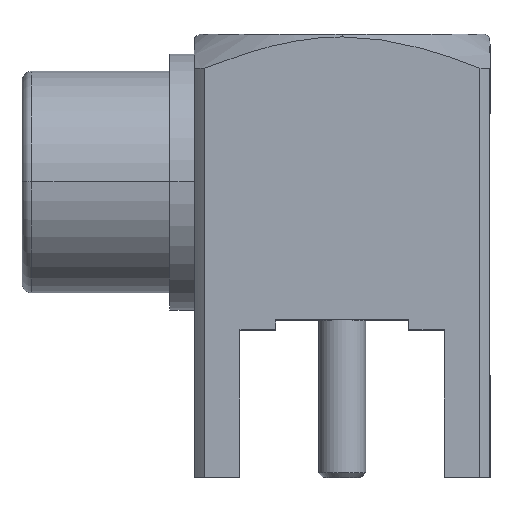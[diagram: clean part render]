
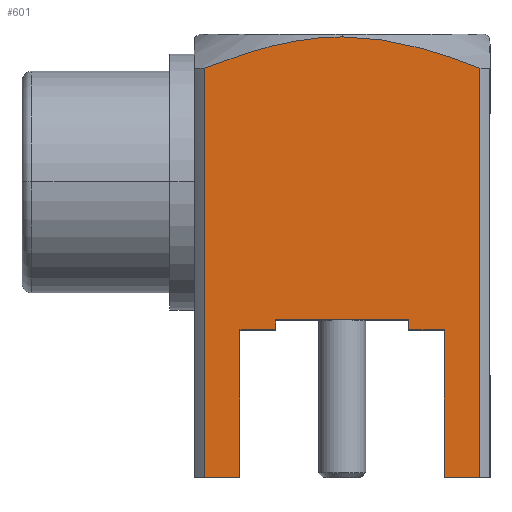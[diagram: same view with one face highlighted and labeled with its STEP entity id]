
A CAD part, top view. The second image highlights one B-rep face of the part: STEP entity #601.
In plain terms, the highlighted planar face has unit normal (0, 0, 1).
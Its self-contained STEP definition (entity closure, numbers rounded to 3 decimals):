
#18 = ORIENTED_EDGE ( 'NONE', *, *, #1193, .T. ) ;
#37 = CARTESIAN_POINT ( 'NONE',  ( 7.85, 11.485, 3. ) ) ;
#40 = CARTESIAN_POINT ( 'NONE',  ( 5.15, -3., 3. ) ) ;
#73 = DIRECTION ( 'NONE',  ( 1., 0., 0. ) ) ;
#77 = VECTOR ( 'NONE', #956, 1000. ) ;
#118 = ORIENTED_EDGE ( 'NONE', *, *, #2318, .T. ) ;
#198 = LINE ( 'NONE', #1570, #1712 ) ;
#209 = LINE ( 'NONE', #40, #1724 ) ;
#222 = CARTESIAN_POINT ( 'NONE',  ( 8.575, 5.333, 3. ) ) ;
#241 = EDGE_CURVE ( 'NONE', #3697, #2696, #1465, .T. ) ;
#270 = VERTEX_POINT ( 'NONE', #3304 ) ;
#288 = EDGE_CURVE ( 'NONE', #3588, #1674, #1139, .T. ) ;
#327 = CARTESIAN_POINT ( 'NONE',  ( 9.295, 2.307, 3. ) ) ;
#371 = EDGE_CURVE ( 'NONE', #2475, #270, #3891, .T. ) ;
#442 = CARTESIAN_POINT ( 'NONE',  ( 2.4, -6., 3. ) ) ;
#515 = CARTESIAN_POINT ( 'NONE',  ( 7.85, -3., 3. ) ) ;
#550 = CARTESIAN_POINT ( 'NONE',  ( 5.15, -2.8, 3. ) ) ;
#601 = ADVANCED_FACE ( 'NONE', ( #3582 ), #2257, .T. ) ;
#755 = VERTEX_POINT ( 'NONE', #1646 ) ;
#769 = VECTOR ( 'NONE', #1276, 1000. ) ;
#933 = CARTESIAN_POINT ( 'NONE',  ( 8.39, 2.641, 3. ) ) ;
#956 = DIRECTION ( 'NONE',  ( 0., -1., 0. ) ) ;
#971 = B_SPLINE_CURVE_WITH_KNOTS ( 'NONE', 3,
 ( #3307, #2643, #3332, #2135, #2730, #3346 ),
 .UNSPECIFIED., .F., .F.,
 ( 4, 2, 4 ),
 ( 0.006, 0.008, 0.009 ),
 .UNSPECIFIED. ) ;
#1042 = VERTEX_POINT ( 'NONE', #1226 ) ;
#1130 = ORIENTED_EDGE ( 'NONE', *, *, #3518, .T. ) ;
#1139 = LINE ( 'NONE', #222, #3455 ) ;
#1145 = ORIENTED_EDGE ( 'NONE', *, *, #288, .T. ) ;
#1150 = VERTEX_POINT ( 'NONE', #550 ) ;
#1193 = EDGE_CURVE ( 'NONE', #2799, #1042, #971, .T. ) ;
#1194 = VERTEX_POINT ( 'NONE', #3907 ) ;
#1226 = CARTESIAN_POINT ( 'NONE',  ( 3.705, 2.307, 3. ) ) ;
#1228 = CARTESIAN_POINT ( 'NONE',  ( 7.459, 2.861, 3. ) ) ;
#1276 = DIRECTION ( 'NONE',  ( 0., -1., 0. ) ) ;
#1306 = DIRECTION ( 'NONE',  ( 1., 0., 0. ) ) ;
#1325 = AXIS2_PLACEMENT_3D ( 'NONE', #1436, #3555, #3253 ) ;
#1344 = DIRECTION ( 'NONE',  ( 1., 0., 0. ) ) ;
#1436 = CARTESIAN_POINT ( 'NONE',  ( 3.5, -6., 3. ) ) ;
#1465 = LINE ( 'NONE', #2127, #3272 ) ;
#1514 = CARTESIAN_POINT ( 'NONE',  ( 8.847, 2.483, 3. ) ) ;
#1531 = CARTESIAN_POINT ( 'NONE',  ( 6.74, 2.942, 3. ) ) ;
#1543 = CARTESIAN_POINT ( 'NONE',  ( 8.575, -3., 3. ) ) ;
#1570 = CARTESIAN_POINT ( 'NONE',  ( 5.15, -2.8, 3. ) ) ;
#1630 = ORIENTED_EDGE ( 'NONE', *, *, #371, .F. ) ;
#1645 = CARTESIAN_POINT ( 'NONE',  ( 9.295, -6., 3. ) ) ;
#1646 = CARTESIAN_POINT ( 'NONE',  ( 3.705, -6., 3. ) ) ;
#1665 = EDGE_CURVE ( 'NONE', #1674, #3697, #2330, .T. ) ;
#1674 = VERTEX_POINT ( 'NONE', #2610 ) ;
#1712 = VECTOR ( 'NONE', #73, 1000. ) ;
#1724 = VECTOR ( 'NONE', #3634, 1000. ) ;
#1735 = DIRECTION ( 'NONE',  ( 0., -1., 0. ) ) ;
#1823 = ORIENTED_EDGE ( 'NONE', *, *, #241, .T. ) ;
#1848 = LINE ( 'NONE', #1922, #3353 ) ;
#1899 = DIRECTION ( 'NONE',  ( 1., 0., 0. ) ) ;
#1914 = LINE ( 'NONE', #37, #2694 ) ;
#1922 = CARTESIAN_POINT ( 'NONE',  ( 7.85, -3., 3. ) ) ;
#2032 = EDGE_CURVE ( 'NONE', #1150, #1194, #198, .T. ) ;
#2048 = VECTOR ( 'NONE', #1344, 1000. ) ;
#2062 = ORIENTED_EDGE ( 'NONE', *, *, #2032, .T. ) ;
#2089 = ORIENTED_EDGE ( 'NONE', *, *, #3415, .T. ) ;
#2127 = CARTESIAN_POINT ( 'NONE',  ( 9.295, 3.708, 3. ) ) ;
#2135 = CARTESIAN_POINT ( 'NONE',  ( 4.613, 2.643, 3. ) ) ;
#2211 = CARTESIAN_POINT ( 'NONE',  ( 5.15, -3., 3. ) ) ;
#2257 = PLANE ( 'NONE',  #1325 ) ;
#2268 = VERTEX_POINT ( 'NONE', #2211 ) ;
#2318 = EDGE_CURVE ( 'NONE', #2469, #3588, #1848, .T. ) ;
#2330 = LINE ( 'NONE', #2804, #3743 ) ;
#2469 = VERTEX_POINT ( 'NONE', #515 ) ;
#2475 = VERTEX_POINT ( 'NONE', #2930 ) ;
#2564 = EDGE_CURVE ( 'NONE', #1042, #755, #3581, .T. ) ;
#2610 = CARTESIAN_POINT ( 'NONE',  ( 8.575, -6., 3. ) ) ;
#2640 = DIRECTION ( 'NONE',  ( 0., -1., 0. ) ) ;
#2642 = ORIENTED_EDGE ( 'NONE', *, *, #1665, .T. ) ;
#2643 = CARTESIAN_POINT ( 'NONE',  ( 6.016, 2.942, 3. ) ) ;
#2694 = VECTOR ( 'NONE', #3321, 1000. ) ;
#2696 = VERTEX_POINT ( 'NONE', #3306 ) ;
#2730 = CARTESIAN_POINT ( 'NONE',  ( 4.153, 2.483, 3. ) ) ;
#2799 = VERTEX_POINT ( 'NONE', #2837 ) ;
#2804 = CARTESIAN_POINT ( 'NONE',  ( 2.4, -6., 3. ) ) ;
#2827 = LINE ( 'NONE', #442, #2048 ) ;
#2837 = CARTESIAN_POINT ( 'NONE',  ( 6.5, 2.942, 3. ) ) ;
#2930 = CARTESIAN_POINT ( 'NONE',  ( 4.425, -3., 3. ) ) ;
#2939 = EDGE_LOOP ( 'NONE', ( #1630, #1130, #3652, #2062, #2089, #118, #1145, #2642, #1823, #3383, #18, #3369, #2952 ) ) ;
#2952 = ORIENTED_EDGE ( 'NONE', *, *, #3690, .T. ) ;
#3041 = CARTESIAN_POINT ( 'NONE',  ( 7.693, 2.814, 3. ) ) ;
#3153 = EDGE_CURVE ( 'NONE', #1150, #2268, #3288, .T. ) ;
#3243 = CARTESIAN_POINT ( 'NONE',  ( 3.705, 3.708, 3. ) ) ;
#3253 = DIRECTION ( 'NONE',  ( -1., 0., 0. ) ) ;
#3272 = VECTOR ( 'NONE', #3627, 1000. ) ;
#3288 = LINE ( 'NONE', #3667, #77 ) ;
#3304 = CARTESIAN_POINT ( 'NONE',  ( 4.425, -6., 3. ) ) ;
#3306 = CARTESIAN_POINT ( 'NONE',  ( 9.295, 2.307, 3. ) ) ;
#3307 = CARTESIAN_POINT ( 'NONE',  ( 6.5, 2.942, 3. ) ) ;
#3321 = DIRECTION ( 'NONE',  ( 0., -1., 0. ) ) ;
#3332 = CARTESIAN_POINT ( 'NONE',  ( 5.543, 2.873, 3. ) ) ;
#3346 = CARTESIAN_POINT ( 'NONE',  ( 3.705, 2.307, 3. ) ) ;
#3349 = CARTESIAN_POINT ( 'NONE',  ( 6.983, 2.925, 3. ) ) ;
#3353 = VECTOR ( 'NONE', #1306, 1000. ) ;
#3369 = ORIENTED_EDGE ( 'NONE', *, *, #2564, .T. ) ;
#3383 = ORIENTED_EDGE ( 'NONE', *, *, #3502, .T. ) ;
#3394 = VECTOR ( 'NONE', #2640, 1000. ) ;
#3395 = CARTESIAN_POINT ( 'NONE',  ( 4.425, 5.333, 3. ) ) ;
#3415 = EDGE_CURVE ( 'NONE', #1194, #2469, #1914, .T. ) ;
#3455 = VECTOR ( 'NONE', #1735, 1000. ) ;
#3502 = EDGE_CURVE ( 'NONE', #2696, #2799, #3573, .T. ) ;
#3518 = EDGE_CURVE ( 'NONE', #2475, #2268, #209, .T. ) ;
#3555 = DIRECTION ( 'NONE',  ( 0., 0., 1. ) ) ;
#3573 = B_SPLINE_CURVE_WITH_KNOTS ( 'NONE', 3,
 ( #327, #1514, #933, #3041, #1228, #3349, #1531, #3648 ),
 .UNSPECIFIED., .F., .F.,
 ( 4, 2, 2, 4 ),
 ( 0.003, 0.005, 0.006, 0.006 ),
 .UNSPECIFIED. ) ;
#3581 = LINE ( 'NONE', #3243, #3394 ) ;
#3582 = FACE_OUTER_BOUND ( 'NONE', #2939, .T. ) ;
#3588 = VERTEX_POINT ( 'NONE', #1543 ) ;
#3627 = DIRECTION ( 'NONE',  ( 0., 1., 0. ) ) ;
#3634 = DIRECTION ( 'NONE',  ( 1., 0., 0. ) ) ;
#3648 = CARTESIAN_POINT ( 'NONE',  ( 6.5, 2.942, 3. ) ) ;
#3652 = ORIENTED_EDGE ( 'NONE', *, *, #3153, .F. ) ;
#3667 = CARTESIAN_POINT ( 'NONE',  ( 5.15, 11.485, 3. ) ) ;
#3690 = EDGE_CURVE ( 'NONE', #755, #270, #2827, .T. ) ;
#3697 = VERTEX_POINT ( 'NONE', #1645 ) ;
#3743 = VECTOR ( 'NONE', #1899, 1000. ) ;
#3891 = LINE ( 'NONE', #3395, #769 ) ;
#3907 = CARTESIAN_POINT ( 'NONE',  ( 7.85, -2.8, 3. ) ) ;
